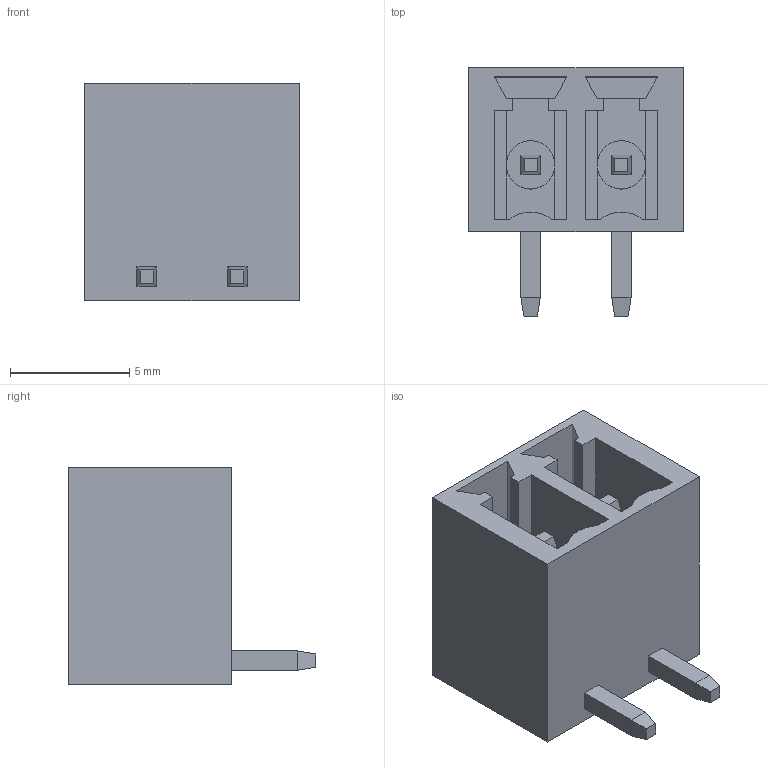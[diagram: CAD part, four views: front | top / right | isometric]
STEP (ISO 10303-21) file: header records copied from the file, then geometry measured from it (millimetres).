
FILE_DESCRIPTION((''),'2;1');
FILE_NAME('395121002','2015-01-28T',('me'),(''),'PRO/ENGINEER BY PARAMETRIC TECHNOLOGY CORPORATION, 2011490','PRO/ENGINEER BY PARAMETRIC TECHNOLOGY CORPORATION, 2011490','');
FILE_SCHEMA(('CONFIG_CONTROL_DESIGN'));
Length unit declared in the file: inch
Products named in the file (1): 395121002
Bounding box: 9.02 x 10.41 x 9.14 mm (x, y, z)
Volume: 334.4 mm3; surface area: 826.3 mm2
Topology: 1 solids, 1 shells, 88 faces, 226 edges, 148 vertices
Faces by surface type: plane 82, cylinder 6
Entity records: 2649 total; most frequent: CARTESIAN_POINT 455, ORIENTED_EDGE 440, DIRECTION 424, EDGE_CURVE 220, VECTOR 206, LINE 206, VERTEX_POINT 140, AXIS2_PLACEMENT_3D 109
